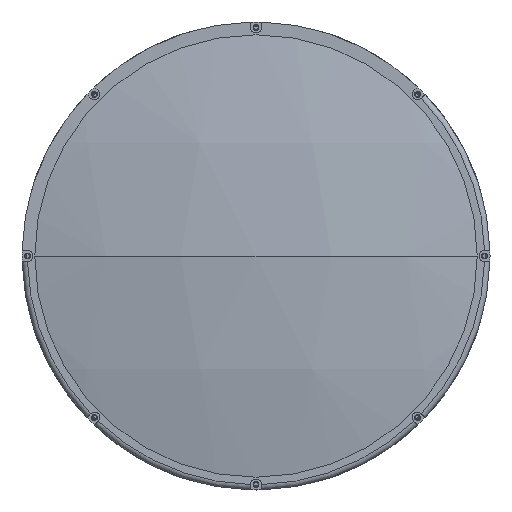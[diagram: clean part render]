
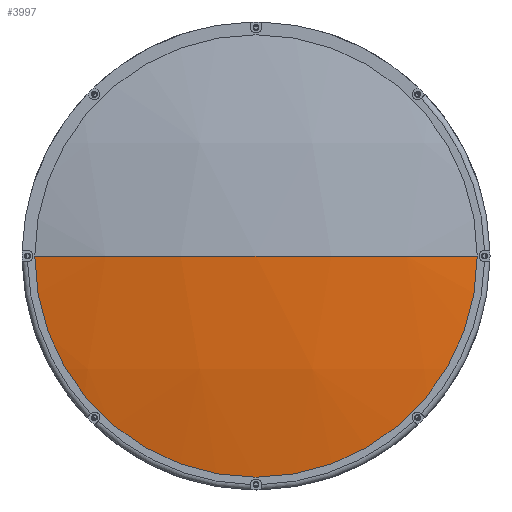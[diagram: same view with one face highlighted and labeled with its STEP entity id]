
A CAD part, left-side view. The second image highlights one B-rep face of the part: STEP entity #3997.
In plain terms, the highlighted spherical face has radius 606 mm.
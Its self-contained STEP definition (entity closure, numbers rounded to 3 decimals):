
#1201 = EDGE_CURVE ( 'NONE', #2204, #2203, #7401, .T. ) ;
#1203 = EDGE_CURVE ( 'NONE', #2203, #2205, #7383, .T. ) ;
#1204 = EDGE_CURVE ( 'NONE', #2204, #2205, #7399, .T. ) ;
#2203 = VERTEX_POINT ( 'NONE', #7071 ) ;
#2204 = VERTEX_POINT ( 'NONE', #7070 ) ;
#2205 = VERTEX_POINT ( 'NONE', #7067 ) ;
#2330 = AXIS2_PLACEMENT_3D ( 'NONE', #5862, #5861, #5860 ) ;
#2515 = SPHERICAL_SURFACE ( 'NONE', #2330, 606. ) ;
#2524 = FACE_OUTER_BOUND ( 'NONE', #5277, .T. ) ;
#3997 = ADVANCED_FACE ( 'NONE', ( #2524 ), #2515, .T. ) ;
#5277 = EDGE_LOOP ( 'NONE', ( #9199, #9185, #9195 ) ) ;
#5860 = DIRECTION ( 'NONE',  ( 0., 1., 0. ) ) ;
#5861 = DIRECTION ( 'NONE',  ( 0., 0., -1. ) ) ;
#5862 = CARTESIAN_POINT ( 'NONE',  ( 44.72, 0.64, 0. ) ) ;
#7067 = CARTESIAN_POINT ( 'NONE',  ( -561.28, 0.64, 0. ) ) ;
#7070 = CARTESIAN_POINT ( 'NONE',  ( -548.269, 125.54, 0. ) ) ;
#7071 = CARTESIAN_POINT ( 'NONE',  ( -548.269, -124.26, 0. ) ) ;
#7155 = DIRECTION ( 'NONE',  ( 1., 0., 0. ) ) ;
#7157 = DIRECTION ( 'NONE',  ( 0., 0., 1. ) ) ;
#7158 = CARTESIAN_POINT ( 'NONE',  ( 44.72, 0.64, 0. ) ) ;
#7159 = DIRECTION ( 'NONE',  ( 0., 1., 0. ) ) ;
#7160 = DIRECTION ( 'NONE',  ( 0., 0., -1. ) ) ;
#7161 = CARTESIAN_POINT ( 'NONE',  ( 44.72, 0.64, 0. ) ) ;
#7167 = DIRECTION ( 'NONE',  ( 0., 0., 1. ) ) ;
#7168 = DIRECTION ( 'NONE',  ( -1., 0., 0. ) ) ;
#7169 = CARTESIAN_POINT ( 'NONE',  ( -548.269, 0.64, 0. ) ) ;
#7380 = AXIS2_PLACEMENT_3D ( 'NONE', #7158, #7157, #7155 ) ;
#7382 = AXIS2_PLACEMENT_3D ( 'NONE', #7161, #7160, #7159 ) ;
#7383 = CIRCLE ( 'NONE', #7382, 606. ) ;
#7387 = AXIS2_PLACEMENT_3D ( 'NONE', #7169, #7168, #7167 ) ;
#7399 = CIRCLE ( 'NONE', #7380, 606. ) ;
#7401 = CIRCLE ( 'NONE', #7387, 124.9 ) ;
#9185 = ORIENTED_EDGE ( 'NONE', *, *, #1203, .T. ) ;
#9195 = ORIENTED_EDGE ( 'NONE', *, *, #1204, .F. ) ;
#9199 = ORIENTED_EDGE ( 'NONE', *, *, #1201, .T. ) ;
